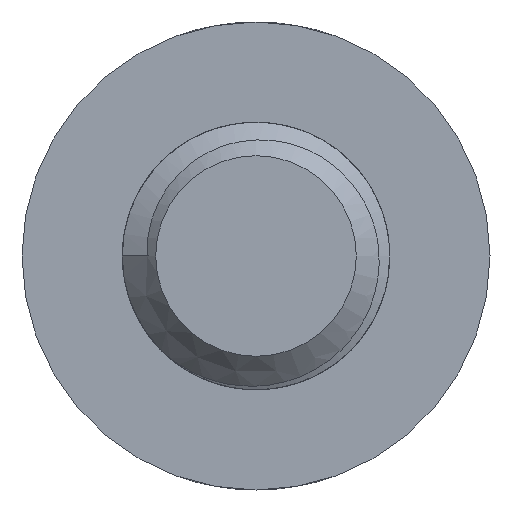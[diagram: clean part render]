
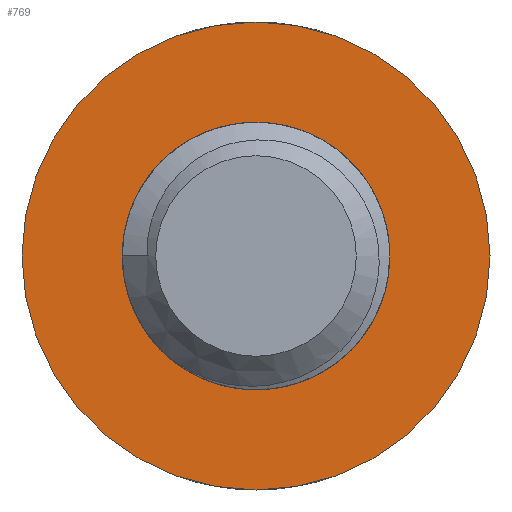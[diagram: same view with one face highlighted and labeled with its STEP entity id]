
A CAD part, left-side view. The second image highlights one B-rep face of the part: STEP entity #769.
In plain terms, the highlighted planar face has unit normal (-1, 0, 0).
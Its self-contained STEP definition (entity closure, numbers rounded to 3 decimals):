
#23=PLANE('',#845);
#35=FACE_BOUND('',#159,.T.);
#65=CIRCLE('',#816,3.);
#66=CIRCLE('',#818,3.);
#69=CIRCLE('',#831,5.25);
#78=CIRCLE('',#846,3.);
#108=FACE_OUTER_BOUND('',#158,.T.);
#158=EDGE_LOOP('',(#599));
#159=EDGE_LOOP('',(#600,#601,#602));
#329=VERTEX_POINT('',#1467);
#331=VERTEX_POINT('',#1470);
#334=VERTEX_POINT('',#1509);
#354=VERTEX_POINT('',#2153);
#411=EDGE_CURVE('',#329,#331,#65,.T.);
#415=EDGE_CURVE('',#331,#334,#66,.T.);
#445=EDGE_CURVE('',#354,#354,#69,.T.);
#459=EDGE_CURVE('',#334,#329,#78,.T.);
#599=ORIENTED_EDGE('',*,*,#445,.F.);
#600=ORIENTED_EDGE('',*,*,#415,.F.);
#601=ORIENTED_EDGE('',*,*,#411,.F.);
#602=ORIENTED_EDGE('',*,*,#459,.F.);
#769=ADVANCED_FACE('',(#108,#35),#23,.F.);
#816=AXIS2_PLACEMENT_3D('',#1471,#909,#910);
#818=AXIS2_PLACEMENT_3D('',#1510,#914,#915);
#831=AXIS2_PLACEMENT_3D('',#2155,#949,#950);
#845=AXIS2_PLACEMENT_3D('',#2258,#979,#980);
#846=AXIS2_PLACEMENT_3D('',#2259,#981,#982);
#909=DIRECTION('center_axis',(-1.,0.,0.));
#910=DIRECTION('ref_axis',(0.,0.,-1.));
#914=DIRECTION('center_axis',(-1.,0.,0.));
#915=DIRECTION('ref_axis',(0.,0.,-1.));
#949=DIRECTION('center_axis',(1.,0.,0.));
#950=DIRECTION('ref_axis',(0.,0.,-1.));
#979=DIRECTION('center_axis',(1.,0.,0.));
#980=DIRECTION('ref_axis',(0.,0.,-1.));
#981=DIRECTION('center_axis',(-1.,0.,0.));
#982=DIRECTION('ref_axis',(0.,0.,-1.));
#1467=CARTESIAN_POINT('',(-0.99,-3.,-2.31));
#1470=CARTESIAN_POINT('',(-0.99,0.,0.69));
#1471=CARTESIAN_POINT('Origin',(-0.99,0.,-2.31));
#1509=CARTESIAN_POINT('',(-0.99,2.121,-0.189));
#1510=CARTESIAN_POINT('Origin',(-0.99,0.,-2.31));
#2153=CARTESIAN_POINT('',(-0.99,0.,2.94));
#2155=CARTESIAN_POINT('Origin',(-0.99,0.,-2.31));
#2258=CARTESIAN_POINT('Origin',(-0.99,-5.25,-2.31));
#2259=CARTESIAN_POINT('Origin',(-0.99,0.,-2.31));
